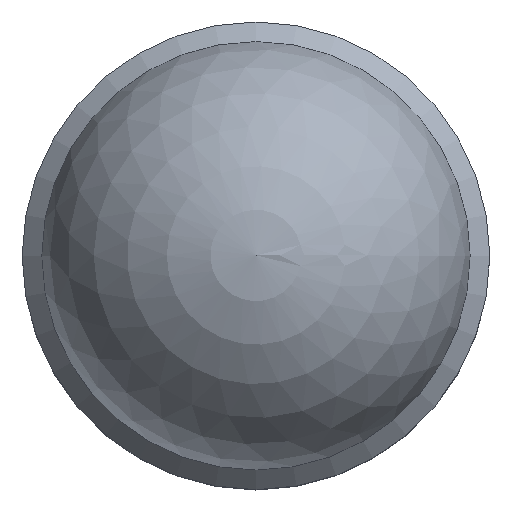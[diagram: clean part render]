
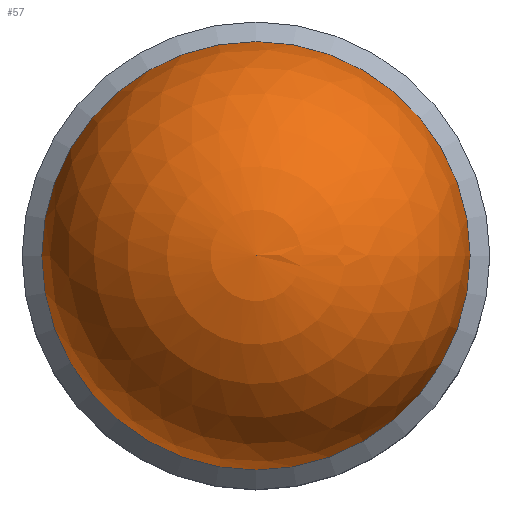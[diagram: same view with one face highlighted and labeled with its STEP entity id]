
A CAD part, top view. The second image highlights one B-rep face of the part: STEP entity #57.
In plain terms, the highlighted spherical face has radius 23 mm.
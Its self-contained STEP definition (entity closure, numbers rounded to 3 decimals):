
#57 = ADVANCED_FACE( '', ( #113 ), #114, .T. );
#113 = FACE_OUTER_BOUND( '', #164, .T. );
#114 = SPHERICAL_SURFACE( '', #165, 23. );
#164 = EDGE_LOOP( '', ( #257 ) );
#165 = AXIS2_PLACEMENT_3D( '', #258, #259, #260 );
#257 = ORIENTED_EDGE( '', *, *, #305, .T. );
#258 = CARTESIAN_POINT( '', ( 0., 0., 23.5 ) );
#259 = DIRECTION( '', ( 0., 0., 1. ) );
#260 = DIRECTION( '', ( 1., 0., 0. ) );
#305 = EDGE_CURVE( '', #356, #356, #357, .T. );
#356 = VERTEX_POINT( '', #427 );
#357 = CIRCLE( '', #428, 22.944 );
#427 = CARTESIAN_POINT( '', ( 22.944, 0., 25.106 ) );
#428 = AXIS2_PLACEMENT_3D( '', #460, #461, #462 );
#460 = CARTESIAN_POINT( '', ( 0., 0., 25.106 ) );
#461 = DIRECTION( '', ( 0., 0., 1. ) );
#462 = DIRECTION( '', ( 1., 0., 0. ) );
